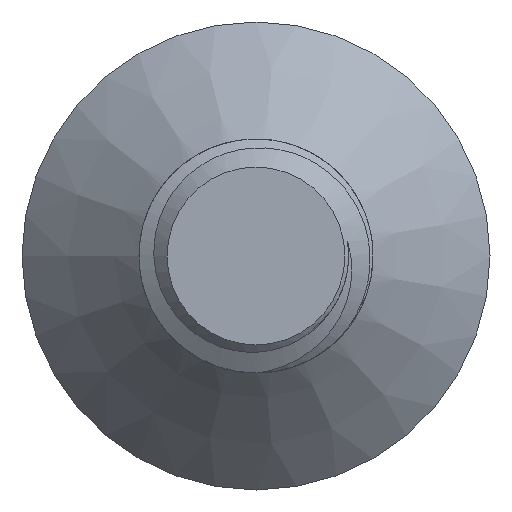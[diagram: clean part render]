
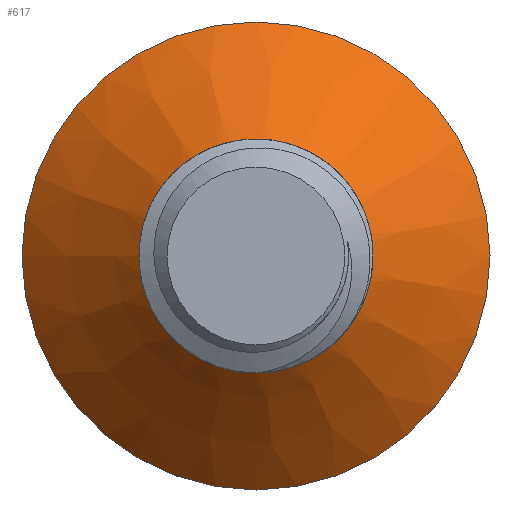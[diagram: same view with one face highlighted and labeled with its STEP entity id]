
A CAD part, left-side view. The second image highlights one B-rep face of the part: STEP entity #617.
In plain terms, the highlighted conical face has half-angle 45 degrees and reference radius 2.5 mm.
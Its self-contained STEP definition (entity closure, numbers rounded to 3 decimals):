
#39=CONICAL_SURFACE('',#675,2.5,0.785);
#64=FACE_OUTER_BOUND('',#103,.T.);
#103=EDGE_LOOP('',(#464,#465,#466,#467,#468,#469));
#125=CIRCLE('',#654,2.5);
#129=CIRCLE('',#676,5.);
#172=B_SPLINE_CURVE_WITH_KNOTS('',3,(#2038,#2039,#2040,#2041,#2042,#2043,
#2044,#2045,#2046,#2047,#2048,#2049,#2050,#2051,#2052,#2053,#2054,#2055,
#2056,#2057,#2058,#2059,#2060,#2061,#2062,#2063,#2064,#2065,#2066,#2067,
#2068,#2069),.UNSPECIFIED.,.F.,.F.,(4,2,2,2,2,2,2,2,2,2,2,2,2,2,2,4),(0.238,
0.306,0.441,0.601,0.782,
0.996,1.237,1.521,1.84,2.214,
2.633,3.12,3.661,4.286,4.817,
5.216),.UNSPECIFIED.);
#196=LINE('',#2004,#228);
#197=LINE('',#2071,#229);
#228=VECTOR('',#762,2.5);
#229=VECTOR('',#771,2.5);
#246=VERTEX_POINT('',#848);
#247=VERTEX_POINT('',#869);
#280=VERTEX_POINT('',#2003);
#285=VERTEX_POINT('',#2070);
#303=EDGE_CURVE('',#247,#246,#125,.T.);
#351=EDGE_CURVE('',#246,#280,#196,.T.);
#357=EDGE_CURVE('',#280,#247,#172,.T.);
#358=EDGE_CURVE('',#285,#246,#197,.T.);
#359=EDGE_CURVE('',#285,#285,#129,.T.);
#464=ORIENTED_EDGE('',*,*,#351,.T.);
#465=ORIENTED_EDGE('',*,*,#357,.T.);
#466=ORIENTED_EDGE('',*,*,#303,.T.);
#467=ORIENTED_EDGE('',*,*,#358,.F.);
#468=ORIENTED_EDGE('',*,*,#359,.F.);
#469=ORIENTED_EDGE('',*,*,#358,.T.);
#617=ADVANCED_FACE('',(#64),#39,.T.);
#654=AXIS2_PLACEMENT_3D('',#870,#711,#712);
#675=AXIS2_PLACEMENT_3D('',#2037,#769,#770);
#676=AXIS2_PLACEMENT_3D('',#2072,#772,#773);
#711=DIRECTION('center_axis',(0.,0.,1.));
#712=DIRECTION('ref_axis',(0.,-1.,0.));
#762=DIRECTION('',(0.,-0.707,-0.707));
#769=DIRECTION('center_axis',(0.,0.,1.));
#770=DIRECTION('ref_axis',(0.,-1.,0.));
#771=DIRECTION('',(0.,-0.707,-0.707));
#772=DIRECTION('center_axis',(0.,0.,1.));
#773=DIRECTION('ref_axis',(0.,-1.,0.));
#848=CARTESIAN_POINT('',(0.,2.5,-2.8));
#869=CARTESIAN_POINT('',(1.768,1.768,-2.8));
#870=CARTESIAN_POINT('Origin',(0.,0.,-2.8));
#2003=CARTESIAN_POINT('',(0.,2.056,-3.244));
#2004=CARTESIAN_POINT('',(0.,2.5,-2.8));
#2037=CARTESIAN_POINT('Origin',(0.,0.,-2.8));
#2038=CARTESIAN_POINT('Ctrl Pts',(0.,2.056,
-3.244));
#2039=CARTESIAN_POINT('Ctrl Pts',(-0.156,2.062,-3.238));
#2040=CARTESIAN_POINT('Ctrl Pts',(-0.302,2.05,-3.232));
#2041=CARTESIAN_POINT('Ctrl Pts',(-0.695,1.982,-3.217));
#2042=CARTESIAN_POINT('Ctrl Pts',(-0.946,1.887,-3.206));
#2043=CARTESIAN_POINT('Ctrl Pts',(-1.442,1.581,-3.184));
#2044=CARTESIAN_POINT('Ctrl Pts',(-1.64,1.375,-3.174));
#2045=CARTESIAN_POINT('Ctrl Pts',(-1.942,0.953,-3.154));
#2046=CARTESIAN_POINT('Ctrl Pts',(-2.058,0.702,-3.143));
#2047=CARTESIAN_POINT('Ctrl Pts',(-2.2,0.119,-3.121));
#2048=CARTESIAN_POINT('Ctrl Pts',(-2.196,-0.175,-3.111));
#2049=CARTESIAN_POINT('Ctrl Pts',(-2.113,-0.703,
-3.091));
#2050=CARTESIAN_POINT('Ctrl Pts',(-2.015,-0.972,
-3.081));
#2051=CARTESIAN_POINT('Ctrl Pts',(-1.699,-1.501,-3.058));
#2052=CARTESIAN_POINT('Ctrl Pts',(-1.483,-1.714,-3.048));
#2053=CARTESIAN_POINT('Ctrl Pts',(-1.04,-2.041,-3.028));
#2054=CARTESIAN_POINT('Ctrl Pts',(-0.773,-2.167,
-3.018));
#2055=CARTESIAN_POINT('Ctrl Pts',(-0.159,-2.325,
-2.995));
#2056=CARTESIAN_POINT('Ctrl Pts',(0.154,-2.325,-2.985));
#2057=CARTESIAN_POINT('Ctrl Pts',(0.721,-2.241,-2.965));
#2058=CARTESIAN_POINT('Ctrl Pts',(1.008,-2.139,-2.954));
#2059=CARTESIAN_POINT('Ctrl Pts',(1.57,-1.807,-2.932));
#2060=CARTESIAN_POINT('Ctrl Pts',(1.799,-1.58,-2.922));
#2061=CARTESIAN_POINT('Ctrl Pts',(2.15,-1.107,-2.902));
#2062=CARTESIAN_POINT('Ctrl Pts',(2.284,-0.824,-2.891));
#2063=CARTESIAN_POINT('Ctrl Pts',(2.451,-0.177,-2.869));
#2064=CARTESIAN_POINT('Ctrl Pts',(2.454,0.153,-2.859));
#2065=CARTESIAN_POINT('Ctrl Pts',(2.375,0.682,-2.841));
#2066=CARTESIAN_POINT('Ctrl Pts',(2.303,0.919,-2.833));
#2067=CARTESIAN_POINT('Ctrl Pts',(2.118,1.307,-2.818));
#2068=CARTESIAN_POINT('Ctrl Pts',(1.989,1.533,-2.81));
#2069=CARTESIAN_POINT('Ctrl Pts',(1.768,1.768,-2.8));
#2070=CARTESIAN_POINT('',(0.,5.,-0.3));
#2071=CARTESIAN_POINT('',(0.,2.5,-2.8));
#2072=CARTESIAN_POINT('Origin',(0.,0.,-0.3));
